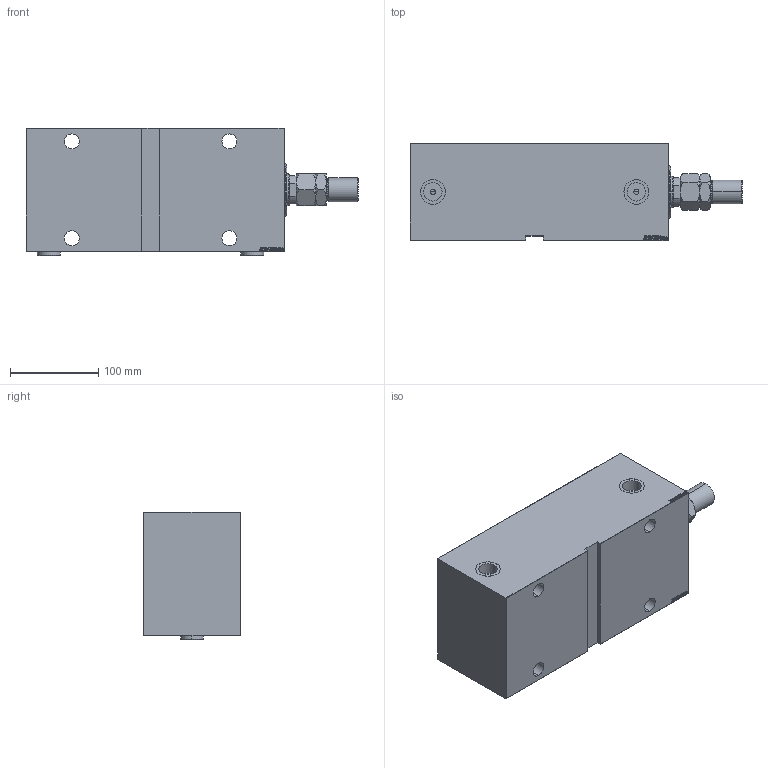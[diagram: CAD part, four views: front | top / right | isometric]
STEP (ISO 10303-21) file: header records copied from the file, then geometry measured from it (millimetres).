
FILE_DESCRIPTION (( 'STEP AP203' ), '1' );
FILE_NAME ('8877.STEP', '2024-02-11T22:30:45', ( '' ), ( '' ), 'SwSTEP 2.0', 'SolidWorks 2019', '' );
FILE_SCHEMA (( 'CONFIG_CONTROL_DESIGN' ));
Length unit declared in the file: millimetre
Products named in the file (6): 8877; Zatka_OIL_PORT 971694809662d82fbd048aed68c2f62e; V450CM_VC_B 971694809662d82fbd048aed68c2f62e; V450CM_E_Body 971694809662d82fbd048aed68c2f62e; V450CM_E_VCP 971694809662d82fbd048aed68c2f62e; MTA 971694809662d82fbd048aed68c2f62e
Assembly tree (6 placements, depth 2):
  8877
    V450CM_E_Body 971694809662d82fbd048aed68c2f62e
    V450CM_E_VCP 971694809662d82fbd048aed68c2f62e
    V450CM_VC_B 971694809662d82fbd048aed68c2f62e
    MTA 971694809662d82fbd048aed68c2f62e
    Zatka_OIL_PORT 971694809662d82fbd048aed68c2f62e  x2
Bounding box: 377 x 110 x 144.9 mm (x, y, z)
Volume: 3626461.8 mm3; surface area: 361921.7 mm2
Topology: 6 solids, 6 shells, 961 faces, 2420 edges, 1587 vertices
Faces by surface type: plane 461, bspline 380, cylinder 72, cone 46, torus 2
Entity records: 46028 total; most frequent: CARTESIAN_POINT 25264, ORIENTED_EDGE 4756, DIRECTION 2878, EDGE_CURVE 2378, VERTEX_POINT 1563, LINE 1380, VECTOR 1380, EDGE_LOOP 1073
